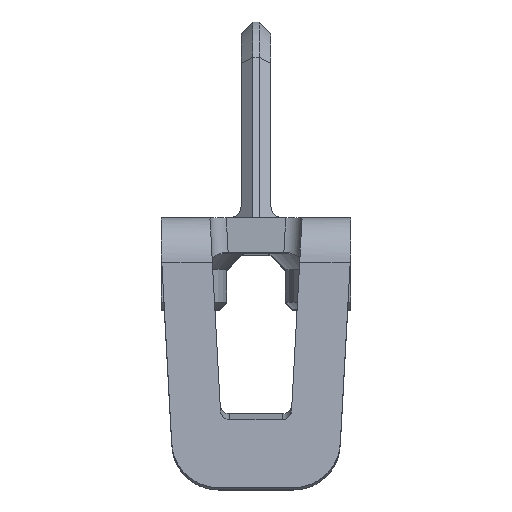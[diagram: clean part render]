
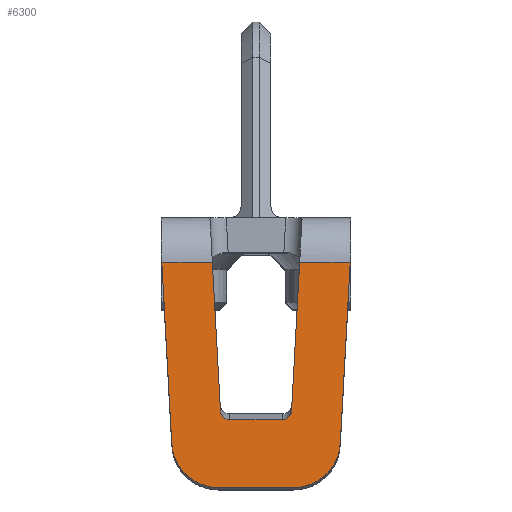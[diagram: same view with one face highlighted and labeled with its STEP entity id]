
A CAD part, top view. The second image highlights one B-rep face of the part: STEP entity #6300.
In plain terms, the highlighted planar face has unit normal (0, 0.052, 0.999).
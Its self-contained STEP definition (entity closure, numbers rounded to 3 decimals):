
#311=DIRECTION('',(0.055,0.997,-0.052));
#312=VECTOR('',#311,7.786);
#313=CARTESIAN_POINT('',(3.608,-8.159,29.016));
#314=LINE('',#313,#312);
#318=CARTESIAN_POINT('',(4.033,-0.395,28.609));
#2234=CARTESIAN_POINT('',(-4.033,-0.395,
28.609));
#2239=DIRECTION('',(0.055,-0.997,0.052));
#2240=VECTOR('',#2239,7.786);
#2241=CARTESIAN_POINT('',(-4.033,-0.395,
28.609));
#2242=LINE('',#2241,#2240);
#2243=CARTESIAN_POINT('',(-3.608,-8.159,
29.016));
#2244=CARTESIAN_POINT('',(-3.591,-8.474,
29.033));
#2245=CARTESIAN_POINT('',(-3.431,-8.972,
29.059));
#2246=CARTESIAN_POINT('',(-3.013,-9.531,
29.088));
#2247=CARTESIAN_POINT('',(-2.433,-9.918,
29.108));
#2248=CARTESIAN_POINT('',(-1.927,-10.05,29.115));
#2249=CARTESIAN_POINT('',(-1.611,-10.05,29.115));
#2251=DIRECTION('',(-1.,0.,0.));
#2252=VECTOR('',#2251,2.163);
#2253=CARTESIAN_POINT('',(-1.87,-0.395,
28.609));
#2254=LINE('',#2253,#2252);
#2255=DIRECTION('',(0.055,-0.997,0.052));
#2256=VECTOR('',#2255,6.385);
#2257=CARTESIAN_POINT('',(-1.87,-0.395,
28.609));
#2258=LINE('',#2257,#2256);
#2259=DIRECTION('',(1.,0.,0.));
#2260=VECTOR('',#2259,2.242);
#2261=CARTESIAN_POINT('',(-1.121,-7.15,28.963));
#2262=LINE('',#2261,#2260);
#2263=DIRECTION('',(0.055,0.997,-0.052));
#2264=VECTOR('',#2263,6.385);
#2265=CARTESIAN_POINT('',(1.521,-6.762,28.943));
#2266=LINE('',#2265,#2264);
#2267=DIRECTION('',(-1.,0.,0.));
#2268=VECTOR('',#2267,2.163);
#2269=CARTESIAN_POINT('',(4.033,-0.395,
28.609));
#2270=LINE('',#2269,#2268);
#2271=CARTESIAN_POINT('',(1.611,-10.05,29.115));
#2272=CARTESIAN_POINT('',(1.927,-10.05,29.115));
#2273=CARTESIAN_POINT('',(2.433,-9.918,29.108));
#2274=CARTESIAN_POINT('',(3.013,-9.531,29.088));
#2275=CARTESIAN_POINT('',(3.431,-8.972,29.059));
#2276=CARTESIAN_POINT('',(3.591,-8.474,29.033));
#2277=CARTESIAN_POINT('',(3.608,-8.159,29.016));
#2401=CARTESIAN_POINT('',(1.521,-6.762,28.943));
#2402=CARTESIAN_POINT('',(1.514,-6.89,28.95));
#2403=CARTESIAN_POINT('',(1.413,-7.053,28.958));
#2404=CARTESIAN_POINT('',(1.249,-7.15,28.963));
#2405=CARTESIAN_POINT('',(1.121,-7.15,28.963));
#2431=CARTESIAN_POINT('',(-1.121,-7.15,28.963));
#2432=CARTESIAN_POINT('',(-1.249,-7.15,28.963));
#2433=CARTESIAN_POINT('',(-1.413,-7.053,
28.958));
#2434=CARTESIAN_POINT('',(-1.514,-6.89,
28.95));
#2435=CARTESIAN_POINT('',(-1.521,-6.762,
28.943));
#2501=DIRECTION('',(1.,0.,0.));
#2502=VECTOR('',#2501,3.222);
#2503=CARTESIAN_POINT('',(-1.611,-10.05,29.115));
#2504=LINE('',#2503,#2502);
#2741=CARTESIAN_POINT('',(-1.521,-6.762,
28.943));
#2743=VERTEX_POINT('',#2741);
#2745=CARTESIAN_POINT('',(-1.121,-7.15,28.963));
#2747=VERTEX_POINT('',#2745);
#2748=CARTESIAN_POINT('',(1.521,-6.762,28.943));
#2750=VERTEX_POINT('',#2748);
#2752=CARTESIAN_POINT('',(1.121,-7.15,28.963));
#2754=VERTEX_POINT('',#2752);
#2760=CARTESIAN_POINT('',(1.87,-0.395,
28.609));
#2761=VERTEX_POINT('',#2760);
#2762=CARTESIAN_POINT('',(-1.87,-0.395,
28.609));
#2763=VERTEX_POINT('',#2762);
#2870=VERTEX_POINT('',#318);
#2871=VERTEX_POINT('',#2234);
#3030=VERTEX_POINT('',#2243);
#3031=VERTEX_POINT('',#2249);
#3039=CARTESIAN_POINT('',(1.611,-10.05,29.115));
#3040=VERTEX_POINT('',#3039);
#3041=VERTEX_POINT('',#2277);
#6272=CARTESIAN_POINT('',(4.055,1.5,28.51));
#6273=DIRECTION('',(0.,0.052,0.999));
#6274=DIRECTION('',(0.,-0.999,0.052));
#6275=AXIS2_PLACEMENT_3D('',#6272,#6273,#6274);
#6276=PLANE('',#6275);
#6277=ORIENTED_EDGE('',*,*,#6260,.F.);
#6278=ORIENTED_EDGE('',*,*,#6250,.F.);
#6280=ORIENTED_EDGE('',*,*,#6279,.F.);
#6282=ORIENTED_EDGE('',*,*,#6281,.T.);
#6284=ORIENTED_EDGE('',*,*,#6283,.F.);
#6286=ORIENTED_EDGE('',*,*,#6285,.T.);
#6288=ORIENTED_EDGE('',*,*,#6287,.F.);
#6290=ORIENTED_EDGE('',*,*,#6289,.T.);
#6292=ORIENTED_EDGE('',*,*,#6291,.F.);
#6293=ORIENTED_EDGE('',*,*,#3450,.F.);
#6295=ORIENTED_EDGE('',*,*,#6294,.F.);
#6297=ORIENTED_EDGE('',*,*,#6296,.F.);
#6298=EDGE_LOOP('',(#6277,#6278,#6280,#6282,#6284,#6286,#6288,#6290,#6292,#6293,
#6295,#6297));
#6299=FACE_OUTER_BOUND('',#6298,.F.);
#6300=ADVANCED_FACE('',(#6299),#6276,.T.);
#2250=B_SPLINE_CURVE_WITH_KNOTS('',3,(#2243,#2244,#2245,#2246,#2247,#2248,
#2249),.UNSPECIFIED.,.F.,.F.,(4,1,1,1,4),(0.,0.25,0.5,0.75,1.),
.UNSPECIFIED.);
#2278=B_SPLINE_CURVE_WITH_KNOTS('',3,(#2271,#2272,#2273,#2274,#2275,#2276,
#2277),.UNSPECIFIED.,.F.,.F.,(4,1,1,1,4),(0.,0.25,0.5,0.75,1.),
.UNSPECIFIED.);
#2406=B_SPLINE_CURVE_WITH_KNOTS('',3,(#2401,#2402,#2403,#2404,#2405),
.UNSPECIFIED.,.F.,.F.,(4,1,4),(0.,0.5,1.),.UNSPECIFIED.);
#2436=B_SPLINE_CURVE_WITH_KNOTS('',3,(#2431,#2432,#2433,#2434,#2435),
.UNSPECIFIED.,.F.,.F.,(4,1,4),(0.,0.5,1.),.UNSPECIFIED.);
#3450=EDGE_CURVE('',#3041,#2870,#314,.T.);
#6250=EDGE_CURVE('',#2871,#3030,#2242,.T.);
#6260=EDGE_CURVE('',#3030,#3031,#2250,.T.);
#6279=EDGE_CURVE('',#2763,#2871,#2254,.T.);
#6281=EDGE_CURVE('',#2763,#2743,#2258,.T.);
#6283=EDGE_CURVE('',#2747,#2743,#2436,.T.);
#6285=EDGE_CURVE('',#2747,#2754,#2262,.T.);
#6287=EDGE_CURVE('',#2750,#2754,#2406,.T.);
#6289=EDGE_CURVE('',#2750,#2761,#2266,.T.);
#6291=EDGE_CURVE('',#2870,#2761,#2270,.T.);
#6294=EDGE_CURVE('',#3040,#3041,#2278,.T.);
#6296=EDGE_CURVE('',#3031,#3040,#2504,.T.);
